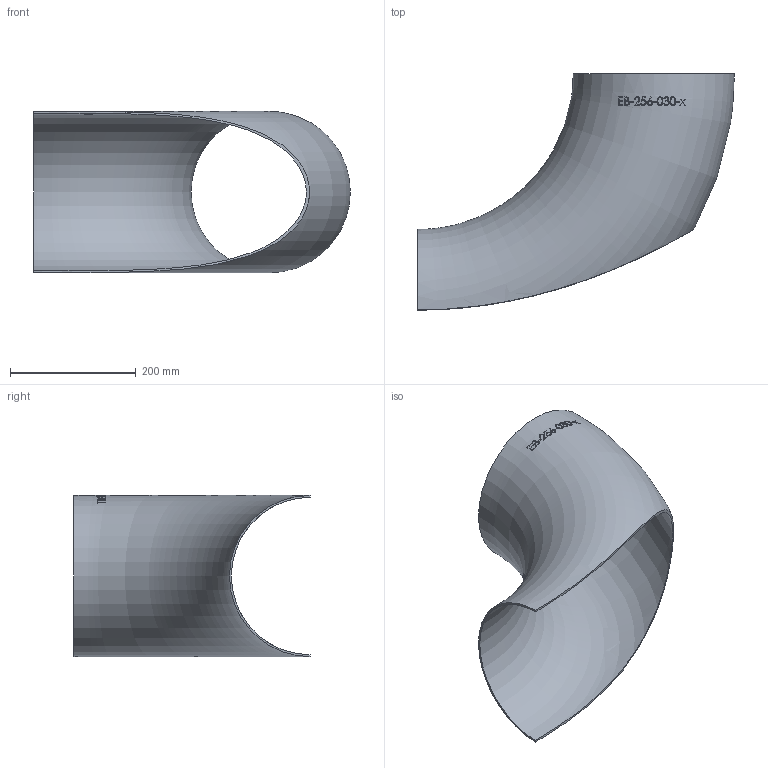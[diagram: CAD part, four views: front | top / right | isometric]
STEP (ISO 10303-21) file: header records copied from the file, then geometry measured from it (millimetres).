
FILE_DESCRIPTION (( 'STEP AP214' ), '1' );
FILE_NAME ('EB-256-030-x Einschweissbogen 1904.STEP', '2019-04-02T08:03:50', ( '' ), ( '' ), 'SwSTEP 2.0', 'SolidWorks 2016', '' );
FILE_SCHEMA (( 'AUTOMOTIVE_DESIGN' ));
Length unit declared in the file: millimetre
Products named in the file (1): EB-256-030-x Einschweissbogen 1904
Bounding box: 503 x 375 x 256.1 mm (x, y, z)
Volume: 949164 mm3; surface area: 638488.9 mm2
Topology: 1 solids, 1 shells, 151 faces, 406 edges, 273 vertices
Faces by surface type: plane 66, bspline 65, torus 19, cylinder 1
Entity records: 11834 total; most frequent: CARTESIAN_POINT 7207, ORIENTED_EDGE 806, EDGE_CURVE 403, DIRECTION 312, VERTEX_POINT 272, B_SPLINE_CURVE_WITH_KNOTS 268, EDGE_LOOP 171, FACE_OUTER_BOUND 153
